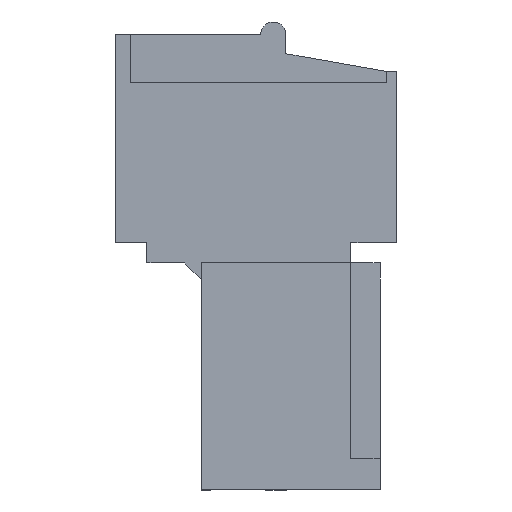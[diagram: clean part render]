
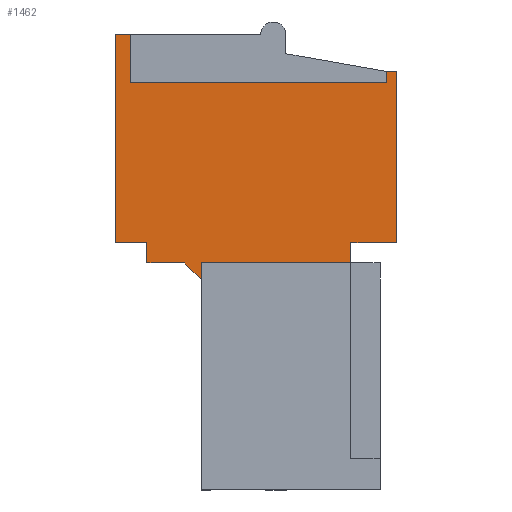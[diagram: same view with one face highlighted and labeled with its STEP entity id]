
A CAD part, left-side view. The second image highlights one B-rep face of the part: STEP entity #1462.
In plain terms, the highlighted planar face has unit normal (-1, 0, 0).
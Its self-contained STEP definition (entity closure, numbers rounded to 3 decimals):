
#34=AXIS2_PLACEMENT_3D('Plane Axis2P3D',#31,#32,#33) ;
#31=CARTESIAN_POINT('Axis2P3D Location',(4.8,4.76,6.6)) ;
#40=CARTESIAN_POINT('Vertex',(4.8,1.81,8.95)) ;
#290=CARTESIAN_POINT('Vertex',(4.8,7.71,8.95)) ;
#298=CARTESIAN_POINT('Line Origine',(4.8,4.76,8.95)) ;
#1283=CARTESIAN_POINT('Vertex',(4.8,1.81,9.75)) ;
#1286=CARTESIAN_POINT('Line Origine',(4.8,1.81,9.35)) ;
#1325=CARTESIAN_POINT('Vertex',(4.8,7.71,8.3)) ;
#1347=CARTESIAN_POINT('Line Origine',(4.8,7.71,8.625)) ;
#1363=CARTESIAN_POINT('Line Origine',(4.8,0.905,9.75)) ;
#1367=CARTESIAN_POINT('Vertex',(4.8,0.,9.75)) ;
#1370=CARTESIAN_POINT('Line Origine',(4.8,0.,13.125)) ;
#1374=CARTESIAN_POINT('Vertex',(4.8,0.,16.5)) ;
#1377=CARTESIAN_POINT('Line Origine',(4.8,0.2,16.5)) ;
#1381=CARTESIAN_POINT('Vertex',(4.8,0.4,16.5)) ;
#1384=CARTESIAN_POINT('Line Origine',(4.8,0.4,16.275)) ;
#1388=CARTESIAN_POINT('Vertex',(4.8,0.4,16.05)) ;
#1391=CARTESIAN_POINT('Line Origine',(4.8,5.45,16.05)) ;
#1395=CARTESIAN_POINT('Vertex',(4.8,10.5,16.05)) ;
#1398=CARTESIAN_POINT('Line Origine',(4.8,10.5,17.)) ;
#1402=CARTESIAN_POINT('Vertex',(4.8,10.5,17.95)) ;
#1405=CARTESIAN_POINT('Line Origine',(4.8,10.8,17.95)) ;
#1409=CARTESIAN_POINT('Vertex',(4.8,11.1,17.95)) ;
#1412=CARTESIAN_POINT('Line Origine',(4.8,11.1,13.85)) ;
#1416=CARTESIAN_POINT('Vertex',(4.8,11.1,9.75)) ;
#1419=CARTESIAN_POINT('Line Origine',(4.8,10.475,9.75)) ;
#1423=CARTESIAN_POINT('Vertex',(4.8,9.85,9.75)) ;
#1426=CARTESIAN_POINT('Line Origine',(4.8,9.85,9.35)) ;
#1430=CARTESIAN_POINT('Vertex',(4.8,9.85,8.95)) ;
#1433=CARTESIAN_POINT('Line Origine',(4.8,9.105,8.95)) ;
#1437=CARTESIAN_POINT('Vertex',(4.8,8.36,8.95)) ;
#1440=CARTESIAN_POINT('Line Origine',(4.8,8.035,8.625)) ;
#32=DIRECTION('Axis2P3D Direction',(1.,0.,0.)) ;
#33=DIRECTION('Axis2P3D XDirection',(0.,-1.,0.)) ;
#299=DIRECTION('Vector Direction',(0.,-1.,0.)) ;
#1287=DIRECTION('Vector Direction',(0.,0.,-1.)) ;
#1348=DIRECTION('Vector Direction',(0.,0.,1.)) ;
#1364=DIRECTION('Vector Direction',(0.,1.,0.)) ;
#1371=DIRECTION('Vector Direction',(0.,0.,-1.)) ;
#1378=DIRECTION('Vector Direction',(0.,-1.,0.)) ;
#1385=DIRECTION('Vector Direction',(0.,0.,-1.)) ;
#1392=DIRECTION('Vector Direction',(0.,1.,0.)) ;
#1399=DIRECTION('Vector Direction',(0.,0.,-1.)) ;
#1406=DIRECTION('Vector Direction',(0.,1.,0.)) ;
#1413=DIRECTION('Vector Direction',(0.,0.,1.)) ;
#1420=DIRECTION('Vector Direction',(0.,1.,0.)) ;
#1427=DIRECTION('Vector Direction',(0.,0.,1.)) ;
#1434=DIRECTION('Vector Direction',(0.,-1.,0.)) ;
#1441=DIRECTION('Vector Direction',(0.,0.707,0.707)) ;
#300=VECTOR('Line Direction',#299,1.) ;
#1288=VECTOR('Line Direction',#1287,1.) ;
#1349=VECTOR('Line Direction',#1348,1.) ;
#1365=VECTOR('Line Direction',#1364,1.) ;
#1372=VECTOR('Line Direction',#1371,1.) ;
#1379=VECTOR('Line Direction',#1378,1.) ;
#1386=VECTOR('Line Direction',#1385,1.) ;
#1393=VECTOR('Line Direction',#1392,1.) ;
#1400=VECTOR('Line Direction',#1399,1.) ;
#1407=VECTOR('Line Direction',#1406,1.) ;
#1414=VECTOR('Line Direction',#1413,1.) ;
#1421=VECTOR('Line Direction',#1420,1.) ;
#1428=VECTOR('Line Direction',#1427,1.) ;
#1435=VECTOR('Line Direction',#1434,1.) ;
#1442=VECTOR('Line Direction',#1441,1.) ;
#1446=ORIENTED_EDGE('',*,*,#1351,.T.) ;
#1447=ORIENTED_EDGE('',*,*,#302,.T.) ;
#1448=ORIENTED_EDGE('',*,*,#1290,.F.) ;
#1449=ORIENTED_EDGE('',*,*,#1369,.F.) ;
#1450=ORIENTED_EDGE('',*,*,#1376,.F.) ;
#1451=ORIENTED_EDGE('',*,*,#1383,.F.) ;
#1452=ORIENTED_EDGE('',*,*,#1390,.T.) ;
#1453=ORIENTED_EDGE('',*,*,#1397,.T.) ;
#1454=ORIENTED_EDGE('',*,*,#1404,.F.) ;
#1455=ORIENTED_EDGE('',*,*,#1411,.T.) ;
#1456=ORIENTED_EDGE('',*,*,#1418,.F.) ;
#1457=ORIENTED_EDGE('',*,*,#1425,.F.) ;
#1458=ORIENTED_EDGE('',*,*,#1432,.F.) ;
#1459=ORIENTED_EDGE('',*,*,#1439,.T.) ;
#1460=ORIENTED_EDGE('',*,*,#1444,.F.) ;
#1462=ADVANCED_FACE('HOUSING',(#1461),#35,.F.) ;
#302=EDGE_CURVE('',#291,#41,#301,.T.) ;
#1290=EDGE_CURVE('',#1284,#41,#1289,.T.) ;
#1351=EDGE_CURVE('',#1326,#291,#1350,.T.) ;
#1369=EDGE_CURVE('',#1368,#1284,#1366,.T.) ;
#1376=EDGE_CURVE('',#1375,#1368,#1373,.T.) ;
#1383=EDGE_CURVE('',#1382,#1375,#1380,.T.) ;
#1390=EDGE_CURVE('',#1382,#1389,#1387,.T.) ;
#1397=EDGE_CURVE('',#1389,#1396,#1394,.T.) ;
#1404=EDGE_CURVE('',#1403,#1396,#1401,.T.) ;
#1411=EDGE_CURVE('',#1403,#1410,#1408,.T.) ;
#1418=EDGE_CURVE('',#1417,#1410,#1415,.T.) ;
#1425=EDGE_CURVE('',#1424,#1417,#1422,.T.) ;
#1432=EDGE_CURVE('',#1431,#1424,#1429,.T.) ;
#1439=EDGE_CURVE('',#1431,#1438,#1436,.T.) ;
#1444=EDGE_CURVE('',#1326,#1438,#1443,.T.) ;
#1445=EDGE_LOOP('',(#1446,#1447,#1448,#1449,#1450,#1451,#1452,#1453,#1454,#1455,#1456,#1457,#1458,#1459,#1460)) ;
#1461=FACE_OUTER_BOUND('',#1445,.T.) ;
#301=LINE('Line',#298,#300) ;
#1289=LINE('Line',#1286,#1288) ;
#1350=LINE('Line',#1347,#1349) ;
#1366=LINE('Line',#1363,#1365) ;
#1373=LINE('Line',#1370,#1372) ;
#1380=LINE('Line',#1377,#1379) ;
#1387=LINE('Line',#1384,#1386) ;
#1394=LINE('Line',#1391,#1393) ;
#1401=LINE('Line',#1398,#1400) ;
#1408=LINE('Line',#1405,#1407) ;
#1415=LINE('Line',#1412,#1414) ;
#1422=LINE('Line',#1419,#1421) ;
#1429=LINE('Line',#1426,#1428) ;
#1436=LINE('Line',#1433,#1435) ;
#1443=LINE('Line',#1440,#1442) ;
#35=PLANE('',#34) ;
#41=VERTEX_POINT('',#40) ;
#291=VERTEX_POINT('',#290) ;
#1284=VERTEX_POINT('',#1283) ;
#1326=VERTEX_POINT('',#1325) ;
#1368=VERTEX_POINT('',#1367) ;
#1375=VERTEX_POINT('',#1374) ;
#1382=VERTEX_POINT('',#1381) ;
#1389=VERTEX_POINT('',#1388) ;
#1396=VERTEX_POINT('',#1395) ;
#1403=VERTEX_POINT('',#1402) ;
#1410=VERTEX_POINT('',#1409) ;
#1417=VERTEX_POINT('',#1416) ;
#1424=VERTEX_POINT('',#1423) ;
#1431=VERTEX_POINT('',#1430) ;
#1438=VERTEX_POINT('',#1437) ;
